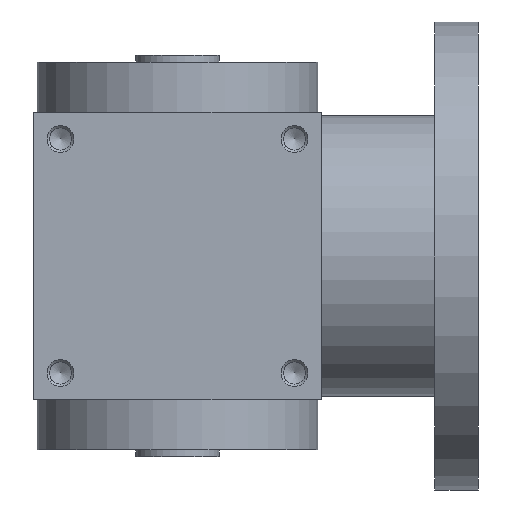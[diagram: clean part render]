
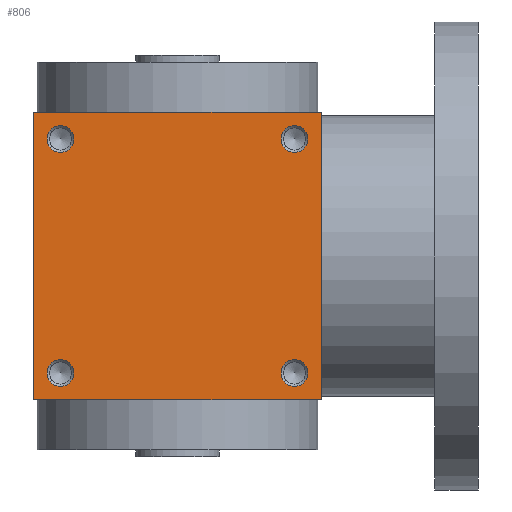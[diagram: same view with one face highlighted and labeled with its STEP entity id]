
A CAD part, front view. The second image highlights one B-rep face of the part: STEP entity #806.
In plain terms, the highlighted planar face has unit normal (0, -1, 0).
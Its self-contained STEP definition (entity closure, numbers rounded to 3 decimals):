
#806 = ADVANCED_FACE( '', ( #1769, #1770, #1771, #1772, #1773 ), #1774, .F. );
#1769 = FACE_BOUND( '', #2733, .T. );
#1770 = FACE_BOUND( '', #2734, .T. );
#1771 = FACE_BOUND( '', #2735, .T. );
#1772 = FACE_BOUND( '', #2736, .T. );
#1773 = FACE_OUTER_BOUND( '', #2737, .T. );
#1774 = PLANE( '', #2738 );
#2733 = EDGE_LOOP( '', ( #4712 ) );
#2734 = EDGE_LOOP( '', ( #4713 ) );
#2735 = EDGE_LOOP( '', ( #4714 ) );
#2736 = EDGE_LOOP( '', ( #4715 ) );
#2737 = EDGE_LOOP( '', ( #4716, #4717, #4718, #4719 ) );
#2738 = AXIS2_PLACEMENT_3D( '', #4720, #4721, #4722 );
#4712 = ORIENTED_EDGE( '', *, *, #4905, .T. );
#4713 = ORIENTED_EDGE( '', *, *, #5034, .T. );
#4714 = ORIENTED_EDGE( '', *, *, #5153, .F. );
#4715 = ORIENTED_EDGE( '', *, *, #5525, .F. );
#4716 = ORIENTED_EDGE( '', *, *, #5220, .T. );
#4717 = ORIENTED_EDGE( '', *, *, #5389, .F. );
#4718 = ORIENTED_EDGE( '', *, *, #5397, .F. );
#4719 = ORIENTED_EDGE( '', *, *, #4937, .T. );
#4720 = CARTESIAN_POINT( '', ( -43., -43., 43. ) );
#4721 = DIRECTION( '', ( 0., 1., 0. ) );
#4722 = DIRECTION( '', ( 0., 0., 1. ) );
#4905 = EDGE_CURVE( '', #5759, #5759, #5760, .T. );
#4937 = EDGE_CURVE( '', #5812, #5810, #5813, .T. );
#5034 = EDGE_CURVE( '', #5973, #5973, #5974, .T. );
#5153 = EDGE_CURVE( '', #6161, #6161, #6162, .T. );
#5220 = EDGE_CURVE( '', #5810, #6259, #6261, .T. );
#5389 = EDGE_CURVE( '', #6481, #6259, #6483, .T. );
#5397 = EDGE_CURVE( '', #5812, #6481, #6495, .T. );
#5525 = EDGE_CURVE( '', #6632, #6632, #6633, .T. );
#5759 = VERTEX_POINT( '', #6924 );
#5760 = CIRCLE( '', #6925, 4. );
#5810 = VERTEX_POINT( '', #6986 );
#5812 = VERTEX_POINT( '', #6989 );
#5813 = LINE( '', #6990, #6991 );
#5973 = VERTEX_POINT( '', #7193 );
#5974 = CIRCLE( '', #7194, 4. );
#6161 = VERTEX_POINT( '', #7418 );
#6162 = CIRCLE( '', #7419, 4. );
#6259 = VERTEX_POINT( '', #7540 );
#6261 = LINE( '', #7543, #7544 );
#6481 = VERTEX_POINT( '', #7807 );
#6483 = LINE( '', #7810, #7811 );
#6495 = LINE( '', #7824, #7825 );
#6632 = VERTEX_POINT( '', #7995 );
#6633 = CIRCLE( '', #7996, 4. );
#6924 = CARTESIAN_POINT( '', ( -35., -43., -31. ) );
#6925 = AXIS2_PLACEMENT_3D( '', #8192, #8193, #8194 );
#6986 = CARTESIAN_POINT( '', ( -43., -43., -43. ) );
#6989 = CARTESIAN_POINT( '', ( -43., -43., 43. ) );
#6990 = CARTESIAN_POINT( '', ( -43., -43., 43. ) );
#6991 = VECTOR( '', #8240, 1000. );
#7193 = CARTESIAN_POINT( '', ( -35., -43., 39. ) );
#7194 = AXIS2_PLACEMENT_3D( '', #8376, #8377, #8378 );
#7418 = CARTESIAN_POINT( '', ( 35., -43., -39. ) );
#7419 = AXIS2_PLACEMENT_3D( '', #8563, #8564, #8565 );
#7540 = CARTESIAN_POINT( '', ( 43., -43., -43. ) );
#7543 = CARTESIAN_POINT( '', ( -43., -43., -43. ) );
#7544 = VECTOR( '', #8660, 1000. );
#7807 = CARTESIAN_POINT( '', ( 43., -43., 43. ) );
#7810 = CARTESIAN_POINT( '', ( 43., -43., 43. ) );
#7811 = VECTOR( '', #8867, 1000. );
#7824 = CARTESIAN_POINT( '', ( -43., -43., 43. ) );
#7825 = VECTOR( '', #8881, 1000. );
#7995 = CARTESIAN_POINT( '', ( 35., -43., 31. ) );
#7996 = AXIS2_PLACEMENT_3D( '', #8963, #8964, #8965 );
#8192 = CARTESIAN_POINT( '', ( -35., -43., -35. ) );
#8193 = DIRECTION( '', ( 0., 1., 0. ) );
#8194 = DIRECTION( '', ( 0., 0., 1. ) );
#8240 = DIRECTION( '', ( 0., 0., -1. ) );
#8376 = CARTESIAN_POINT( '', ( -35., -43., 35. ) );
#8377 = DIRECTION( '', ( 0., 1., 0. ) );
#8378 = DIRECTION( '', ( 0., 0., 1. ) );
#8563 = CARTESIAN_POINT( '', ( 35., -43., -35. ) );
#8564 = DIRECTION( '', ( 0., -1., 0. ) );
#8565 = DIRECTION( '', ( 0., 0., -1. ) );
#8660 = DIRECTION( '', ( 1., 0., 0. ) );
#8867 = DIRECTION( '', ( 0., 0., -1. ) );
#8881 = DIRECTION( '', ( 1., 0., 0. ) );
#8963 = CARTESIAN_POINT( '', ( 35., -43., 35. ) );
#8964 = DIRECTION( '', ( 0., -1., 0. ) );
#8965 = DIRECTION( '', ( 0., 0., -1. ) );
